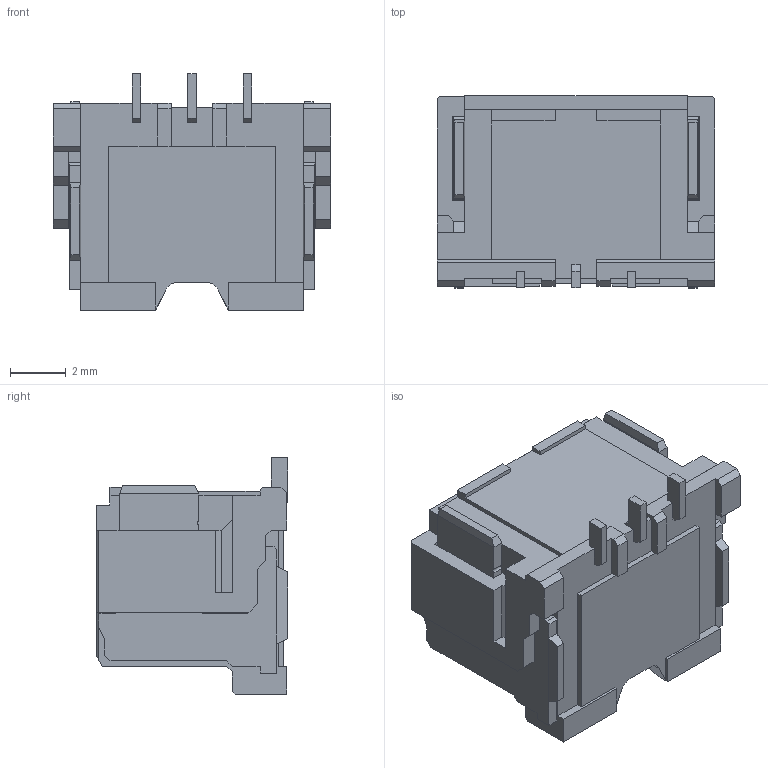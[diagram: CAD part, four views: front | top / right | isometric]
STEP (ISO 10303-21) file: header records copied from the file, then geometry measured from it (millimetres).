
FILE_DESCRIPTION((''),'2;1');
FILE_NAME('5024940370','2016-07-18T',('gsharma'),(''),'PRO/ENGINEER BY PARAMETRIC TECHNOLOGY CORPORATION, 2012310','PRO/ENGINEER BY PARAMETRIC TECHNOLOGY CORPORATION, 2012310','');
FILE_SCHEMA(('CONFIG_CONTROL_DESIGN'));
Length unit declared in the file: millimetre
Products named in the file (1): 5024940370
Bounding box: 10 x 6.9 x 8.5 mm (x, y, z)
Volume: 248.1 mm3; surface area: 677.6 mm2
Topology: 1 solids, 1 shells, 407 faces, 1192 edges, 779 vertices
Faces by surface type: plane 390, cylinder 17
Entity records: 13206 total; most frequent: CARTESIAN_POINT 2386, ORIENTED_EDGE 2338, DIRECTION 2034, EDGE_CURVE 1169, VECTOR 1150, LINE 1150, VERTEX_POINT 756, AXIS2_PLACEMENT_3D 442
